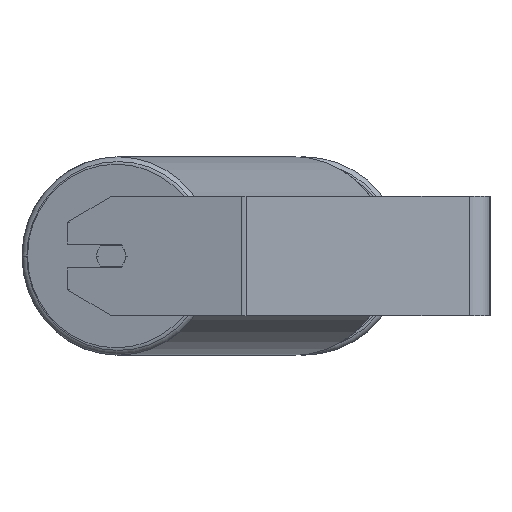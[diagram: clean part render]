
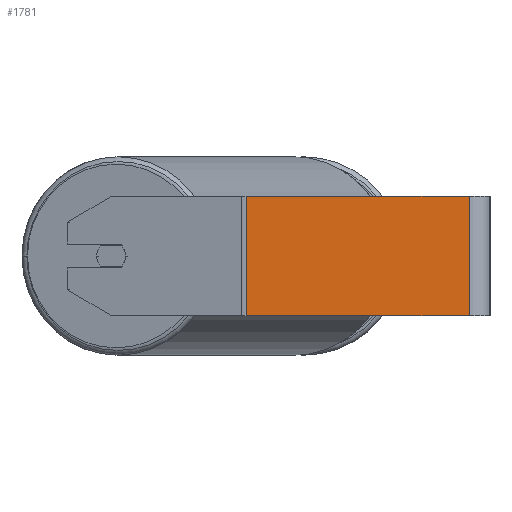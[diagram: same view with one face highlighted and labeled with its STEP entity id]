
A CAD part, left-side view. The second image highlights one B-rep face of the part: STEP entity #1781.
In plain terms, the highlighted planar face has unit normal (-1, 0, 0).
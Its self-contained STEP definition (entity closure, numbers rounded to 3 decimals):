
#117 = DIRECTION ( 'NONE',  ( 0., 0., -1. ) ) ;
#665 = ORIENTED_EDGE ( 'NONE', *, *, #6479, .T. ) ;
#690 = DIRECTION ( 'NONE',  ( 0., -1., 0. ) ) ;
#753 = CARTESIAN_POINT ( 'NONE',  ( -755., 14., 40. ) ) ;
#1066 = LINE ( 'NONE', #4295, #3696 ) ;
#1550 = DIRECTION ( 'NONE',  ( 0., -1., 0. ) ) ;
#1781 = ADVANCED_FACE ( 'NONE', ( #4063 ), #6802, .F. ) ;
#1885 = AXIS2_PLACEMENT_3D ( 'NONE', #2117, #2038, #117 ) ;
#2038 = DIRECTION ( 'NONE',  ( 1., 0., 0. ) ) ;
#2117 = CARTESIAN_POINT ( 'NONE',  ( -755., 164.981, 40. ) ) ;
#2124 = VERTEX_POINT ( 'NONE', #2554 ) ;
#2518 = VECTOR ( 'NONE', #5204, 1000. ) ;
#2554 = CARTESIAN_POINT ( 'NONE',  ( -755., 14., -40. ) ) ;
#3299 = EDGE_CURVE ( 'NONE', #3753, #6184, #7955, .T. ) ;
#3696 = VECTOR ( 'NONE', #1550, 1000. ) ;
#3753 = VERTEX_POINT ( 'NONE', #6034 ) ;
#3938 = ORIENTED_EDGE ( 'NONE', *, *, #3299, .T. ) ;
#4063 = FACE_OUTER_BOUND ( 'NONE', #4308, .T. ) ;
#4295 = CARTESIAN_POINT ( 'NONE',  ( -755., 164.981, -40. ) ) ;
#4308 = EDGE_LOOP ( 'NONE', ( #665, #8387, #5104, #3938 ) ) ;
#4630 = LINE ( 'NONE', #7371, #5677 ) ;
#4888 = CARTESIAN_POINT ( 'NONE',  ( -755., 163.138, -40. ) ) ;
#5104 = ORIENTED_EDGE ( 'NONE', *, *, #7044, .F. ) ;
#5106 = VECTOR ( 'NONE', #6182, 1000. ) ;
#5165 = CARTESIAN_POINT ( 'NONE',  ( -755., 163.138, 40. ) ) ;
#5204 = DIRECTION ( 'NONE',  ( 0., 0., -1. ) ) ;
#5677 = VECTOR ( 'NONE', #690, 1000. ) ;
#6034 = CARTESIAN_POINT ( 'NONE',  ( -755., 163.138, 40. ) ) ;
#6182 = DIRECTION ( 'NONE',  ( 0., 0., -1. ) ) ;
#6184 = VERTEX_POINT ( 'NONE', #4888 ) ;
#6339 = CARTESIAN_POINT ( 'NONE',  ( -755., 14., 40. ) ) ;
#6479 = EDGE_CURVE ( 'NONE', #6184, #2124, #1066, .T. ) ;
#6775 = EDGE_CURVE ( 'NONE', #8364, #2124, #6809, .T. ) ;
#6802 = PLANE ( 'NONE',  #1885 ) ;
#6809 = LINE ( 'NONE', #753, #5106 ) ;
#7044 = EDGE_CURVE ( 'NONE', #3753, #8364, #4630, .T. ) ;
#7371 = CARTESIAN_POINT ( 'NONE',  ( -755., 164.981, 40. ) ) ;
#7955 = LINE ( 'NONE', #5165, #2518 ) ;
#8364 = VERTEX_POINT ( 'NONE', #6339 ) ;
#8387 = ORIENTED_EDGE ( 'NONE', *, *, #6775, .F. ) ;
